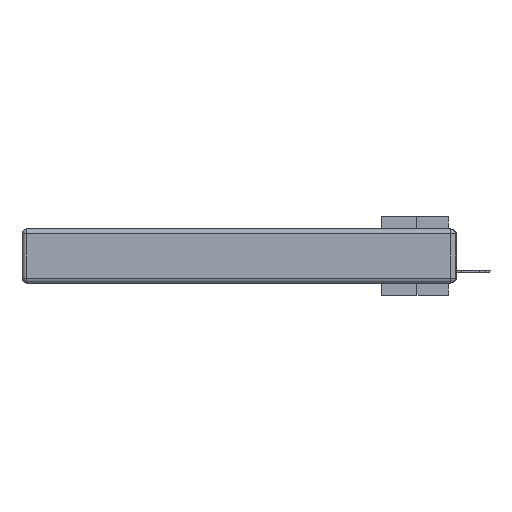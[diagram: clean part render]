
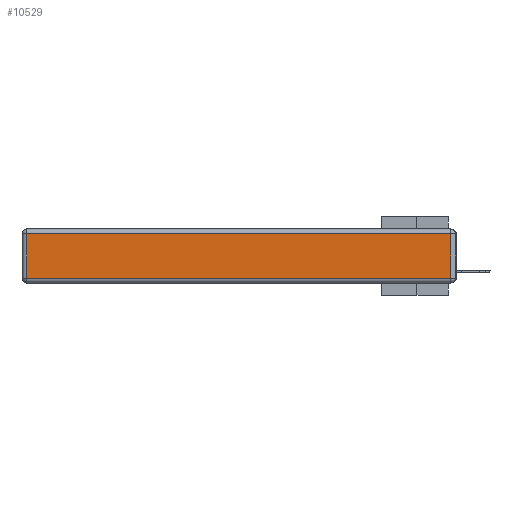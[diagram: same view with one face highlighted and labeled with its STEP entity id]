
A CAD part, left-side view. The second image highlights one B-rep face of the part: STEP entity #10529.
In plain terms, the highlighted planar face has unit normal (-1, 0, 0).
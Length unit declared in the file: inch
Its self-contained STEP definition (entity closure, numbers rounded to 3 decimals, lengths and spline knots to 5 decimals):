
#1223 = ORIENTED_EDGE ( 'NONE', *, *, #26848, .T. ) ;
#1299 = ORIENTED_EDGE ( 'NONE', *, *, #33407, .T. ) ;
#1413 = LINE ( 'NONE', #22199, #32812 ) ;
#1683 = LINE ( 'NONE', #4680, #32248 ) ;
#3846 = DIRECTION ( 'NONE',  ( 0., -1., 0. ) ) ;
#4040 = EDGE_CURVE ( 'NONE', #32122, #7527, #33026, .T. ) ;
#4680 = CARTESIAN_POINT ( 'NONE',  ( 0., 2.72, -0.343 ) ) ;
#5023 = CARTESIAN_POINT ( 'NONE',  ( 0., 2.72, -0.313 ) ) ;
#7304 = VERTEX_POINT ( 'NONE', #33289 ) ;
#7527 = VERTEX_POINT ( 'NONE', #16000 ) ;
#7781 = ORIENTED_EDGE ( 'NONE', *, *, #4040, .T. ) ;
#8633 = ORIENTED_EDGE ( 'NONE', *, *, #13330, .T. ) ;
#8670 = DIRECTION ( 'NONE',  ( 0., 0., 1. ) ) ;
#10529 = ADVANCED_FACE ( 'NONE', ( #27191 ), #12696, .T. ) ;
#12696 = PLANE ( 'NONE',  #14574 ) ;
#13330 = EDGE_CURVE ( 'NONE', #23518, #7304, #33785, .T. ) ;
#14574 = AXIS2_PLACEMENT_3D ( 'NONE', #15571, #26459, #23762 ) ;
#15571 = CARTESIAN_POINT ( 'NONE',  ( 0., 0., -0.343 ) ) ;
#16000 = CARTESIAN_POINT ( 'NONE',  ( 0., 2.72, -0.03 ) ) ;
#17697 = VECTOR ( 'NONE', #3846, 39.37008 ) ;
#17874 = DIRECTION ( 'NONE',  ( 0., 0., -1. ) ) ;
#22199 = CARTESIAN_POINT ( 'NONE',  ( 0., 0.03, -0.343 ) ) ;
#22965 = CARTESIAN_POINT ( 'NONE',  ( 0., 0., -0.313 ) ) ;
#23518 = VERTEX_POINT ( 'NONE', #5023 ) ;
#23762 = DIRECTION ( 'NONE',  ( 0., 0., 1. ) ) ;
#23941 = EDGE_LOOP ( 'NONE', ( #8633, #1299, #7781, #1223 ) ) ;
#25250 = CARTESIAN_POINT ( 'NONE',  ( 0., 0.03, -0.03 ) ) ;
#26459 = DIRECTION ( 'NONE',  ( -1., 0., 0. ) ) ;
#26848 = EDGE_CURVE ( 'NONE', #7527, #23518, #1683, .T. ) ;
#26871 = DIRECTION ( 'NONE',  ( 0., 1., 0. ) ) ;
#26982 = CARTESIAN_POINT ( 'NONE',  ( 0., 2.75, -0.03 ) ) ;
#27191 = FACE_OUTER_BOUND ( 'NONE', #23941, .T. ) ;
#32122 = VERTEX_POINT ( 'NONE', #25250 ) ;
#32248 = VECTOR ( 'NONE', #17874, 39.37008 ) ;
#32812 = VECTOR ( 'NONE', #8670, 39.37008 ) ;
#33026 = LINE ( 'NONE', #26982, #33872 ) ;
#33289 = CARTESIAN_POINT ( 'NONE',  ( 0., 0.03, -0.313 ) ) ;
#33407 = EDGE_CURVE ( 'NONE', #7304, #32122, #1413, .T. ) ;
#33785 = LINE ( 'NONE', #22965, #17697 ) ;
#33872 = VECTOR ( 'NONE', #26871, 39.37008 ) ;
